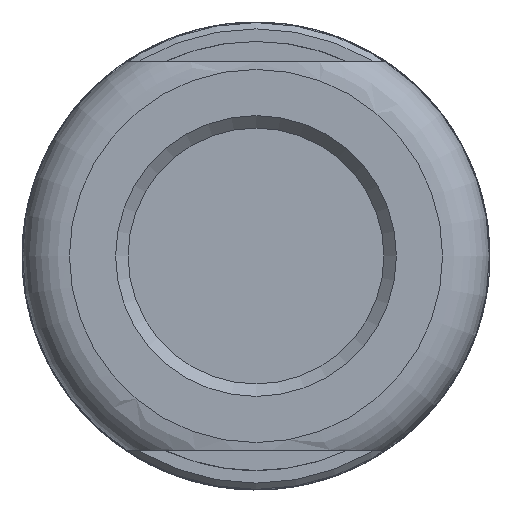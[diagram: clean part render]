
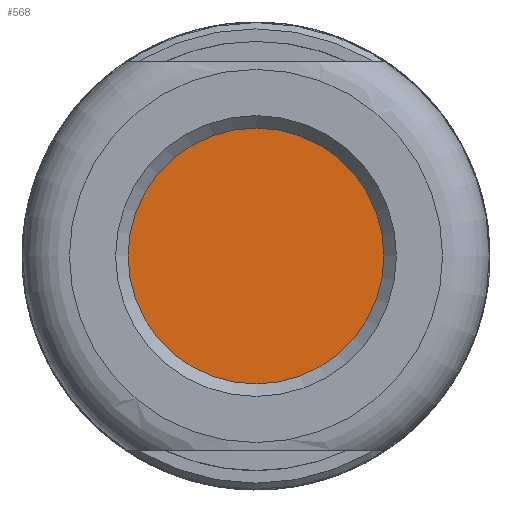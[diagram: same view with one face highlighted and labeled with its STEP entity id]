
A CAD part, left-side view. The second image highlights one B-rep face of the part: STEP entity #568.
In plain terms, the highlighted planar face has unit normal (-1, 0, 0).
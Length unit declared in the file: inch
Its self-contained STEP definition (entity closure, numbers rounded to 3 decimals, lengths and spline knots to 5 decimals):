
#104 = VERTEX_POINT ( 'NONE', #2665 ) ;
#175 = AXIS2_PLACEMENT_3D ( 'NONE', #2773, #3474, #856 ) ;
#501 = ORIENTED_EDGE ( 'NONE', *, *, #2134, .T. ) ;
#568 = ADVANCED_FACE ( 'NONE', ( #1300 ), #2456, .T. ) ;
#663 = EDGE_LOOP ( 'NONE', ( #501 ) ) ;
#709 = CARTESIAN_POINT ( 'NONE',  ( 0.47, 0., 0. ) ) ;
#856 = DIRECTION ( 'NONE',  ( 0., 0., 1. ) ) ;
#1300 = FACE_OUTER_BOUND ( 'NONE', #663, .T. ) ;
#1550 = DIRECTION ( 'NONE',  ( -1., 0., 0. ) ) ;
#1834 = DIRECTION ( 'NONE',  ( 0., 0., 1. ) ) ;
#2134 = EDGE_CURVE ( 'NONE', #104, #104, #2442, .T. ) ;
#2442 = CIRCLE ( 'NONE', #3244, 0.205 ) ;
#2456 = PLANE ( 'NONE',  #175 ) ;
#2665 = CARTESIAN_POINT ( 'NONE',  ( 0.47, 0., 0.205 ) ) ;
#2773 = CARTESIAN_POINT ( 'NONE',  ( 0.47, 0., 0. ) ) ;
#3244 = AXIS2_PLACEMENT_3D ( 'NONE', #709, #1550, #1834 ) ;
#3474 = DIRECTION ( 'NONE',  ( -1., 0., 0. ) ) ;
